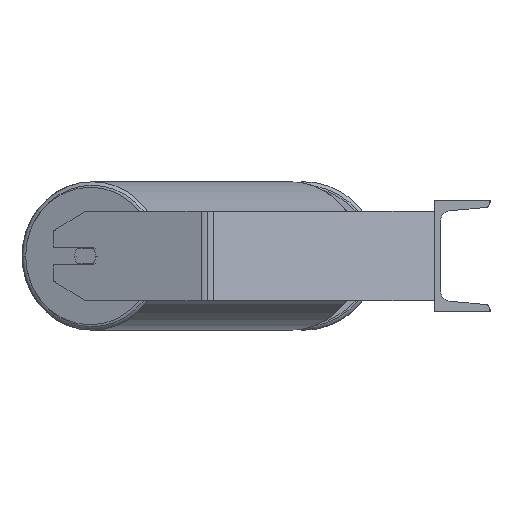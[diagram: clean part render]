
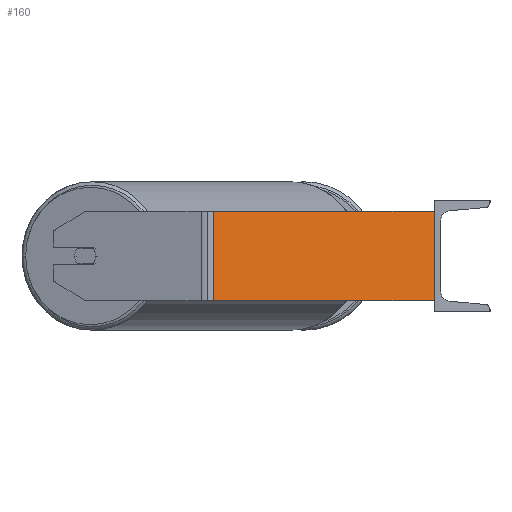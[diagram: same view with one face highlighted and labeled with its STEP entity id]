
A CAD part, left-side view. The second image highlights one B-rep face of the part: STEP entity #160.
In plain terms, the highlighted planar face has unit normal (-0.94, -0.342, 0).
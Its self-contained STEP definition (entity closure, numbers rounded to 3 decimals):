
#160 = ADVANCED_FACE ( 'NONE', ( #3428 ), #2705, .F. ) ;
#208 = LINE ( 'NONE', #5869, #4393 ) ;
#301 = DIRECTION ( 'NONE',  ( 0., 0., -1. ) ) ;
#1092 = CARTESIAN_POINT ( 'NONE',  ( -785., 0., 40. ) ) ;
#1193 = VECTOR ( 'NONE', #2916, 1000. ) ;
#1267 = CARTESIAN_POINT ( 'NONE',  ( -858.952, 203.182, -40. ) ) ;
#1649 = VECTOR ( 'NONE', #301, 1000. ) ;
#1797 = VECTOR ( 'NONE', #3402, 1000. ) ;
#2209 = CARTESIAN_POINT ( 'NONE',  ( -785., 0., -40. ) ) ;
#2347 = VERTEX_POINT ( 'NONE', #7441 ) ;
#2670 = LINE ( 'NONE', #1267, #1797 ) ;
#2705 = PLANE ( 'NONE',  #4374 ) ;
#2735 = EDGE_LOOP ( 'NONE', ( #3310, #8461, #3901, #7807 ) ) ;
#2753 = EDGE_CURVE ( 'NONE', #7154, #6596, #208, .T. ) ;
#2916 = DIRECTION ( 'NONE',  ( 0.342, -0.94, 0. ) ) ;
#2926 = EDGE_CURVE ( 'NONE', #2347, #7154, #7070, .T. ) ;
#3077 = DIRECTION ( 'NONE',  ( 0., 0., -1. ) ) ;
#3310 = ORIENTED_EDGE ( 'NONE', *, *, #4220, .T. ) ;
#3402 = DIRECTION ( 'NONE',  ( 0.342, -0.94, 0. ) ) ;
#3428 = FACE_OUTER_BOUND ( 'NONE', #2735, .T. ) ;
#3835 = LINE ( 'NONE', #7415, #1649 ) ;
#3901 = ORIENTED_EDGE ( 'NONE', *, *, #2926, .F. ) ;
#4220 = EDGE_CURVE ( 'NONE', #6027, #6596, #2670, .T. ) ;
#4374 = AXIS2_PLACEMENT_3D ( 'NONE', #5506, #7696, #8321 ) ;
#4393 = VECTOR ( 'NONE', #3077, 1000. ) ;
#5506 = CARTESIAN_POINT ( 'NONE',  ( -858.952, 203.182, 40. ) ) ;
#5869 = CARTESIAN_POINT ( 'NONE',  ( -785., 0., 40. ) ) ;
#6027 = VERTEX_POINT ( 'NONE', #7797 ) ;
#6596 = VERTEX_POINT ( 'NONE', #2209 ) ;
#7032 = CARTESIAN_POINT ( 'NONE',  ( -858.952, 203.182, 40. ) ) ;
#7070 = LINE ( 'NONE', #7032, #1193 ) ;
#7154 = VERTEX_POINT ( 'NONE', #1092 ) ;
#7415 = CARTESIAN_POINT ( 'NONE',  ( -856.96, 197.709, 40. ) ) ;
#7441 = CARTESIAN_POINT ( 'NONE',  ( -856.96, 197.709, 40. ) ) ;
#7696 = DIRECTION ( 'NONE',  ( 0.94, 0.342, 0. ) ) ;
#7797 = CARTESIAN_POINT ( 'NONE',  ( -856.96, 197.709, -40. ) ) ;
#7807 = ORIENTED_EDGE ( 'NONE', *, *, #8603, .T. ) ;
#8321 = DIRECTION ( 'NONE',  ( -0.342, 0.94, 0. ) ) ;
#8461 = ORIENTED_EDGE ( 'NONE', *, *, #2753, .F. ) ;
#8603 = EDGE_CURVE ( 'NONE', #2347, #6027, #3835, .T. ) ;
